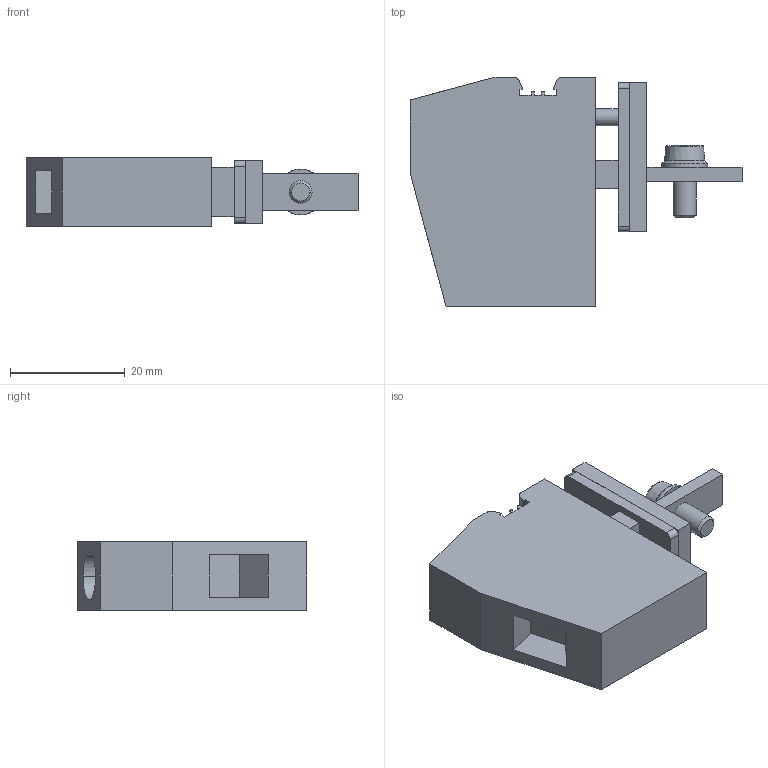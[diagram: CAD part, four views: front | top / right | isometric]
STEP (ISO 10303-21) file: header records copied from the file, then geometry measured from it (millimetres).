
FILE_DESCRIPTION(('SolidDesigner STEP Export'),'2;1');
FILE_NAME('0717063_HDFK_16_VP_Z_SELECT.stp','2008-10-22T13:03:50',(''),(''),'OneSpace Designer STEP processor for AP214 (Solid Model)','OneSpace Designer 14.50 18-Oct-2006 (C) CoCreate Software GmbH','');
FILE_SCHEMA(('AUTOMOTIVE_DESIGN { 1 0 10303 214 1 1 1 1 }'));
Length unit declared in the file: millimetre
Products named in the file (2): 0717063_HDFK_16_VP_Z_SELECT
Assembly tree (1 placements, depth 2):
  0717063_HDFK_16_VP_Z_SELECT
    0717063_HDFK_16_VP_Z_SELECT
Bounding box: 57.87 x 40 x 12 mm (x, y, z)
Volume: 15622.7 mm3; surface area: 5776.4 mm2
Topology: 1 solids, 1 shells, 82 faces, 206 edges, 134 vertices
Faces by surface type: plane 54, cylinder 20, cone 6, torus 2
Entity records: 2903 total; most frequent: ORIENTED_EDGE 412, CARTESIAN_POINT 384, DIRECTION 358, EDGE_CURVE 206, VECTOR 142, LINE 142, VERTEX_POINT 134, AXIS2_PLACEMENT_3D 108
